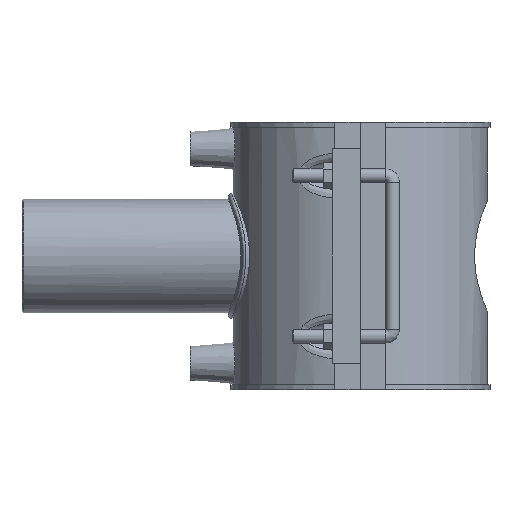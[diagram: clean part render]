
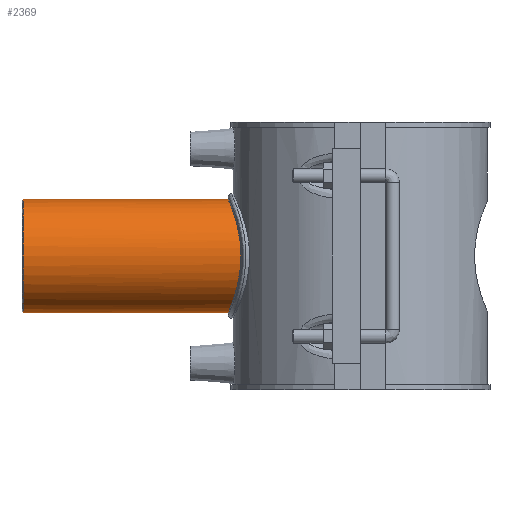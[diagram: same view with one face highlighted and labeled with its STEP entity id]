
A CAD part, left-side view. The second image highlights one B-rep face of the part: STEP entity #2369.
In plain terms, the highlighted cylindrical face has radius 25 mm (diameter 50 mm), a full revolution.
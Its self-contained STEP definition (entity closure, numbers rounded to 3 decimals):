
#548=CIRCLE('',#2521,25.);
#640=FACE_BOUND('',#839,.T.);
#687=FACE_OUTER_BOUND('',#838,.T.);
#838=EDGE_LOOP('',(#1647));
#839=EDGE_LOOP('',(#1648));
#1032=B_SPLINE_CURVE_WITH_KNOTS('',3,(#3538,#3539,#3540,#3541,#3542,#3543,
#3544,#3545,#3546,#3547,#3548,#3549,#3550,#3551,#3552,#3553,#3554,#3555,
#3556,#3557,#3558,#3559,#3560,#3561,#3562,#3563,#3564,#3565,#3566,#3567,
#3568,#3569,#3570,#3571,#3572,#3573,#3574,#3575,#3576,#3577,#3578,#3579,
#3580,#3581,#3582,#3583,#3584,#3585,#3586,#3587,#3588,#3589,#3590,#3591,
#3592,#3593,#3594,#3595,#3596,#3597,#3598,#3599,#3600,#3601,#3602,#3603),
 .UNSPECIFIED.,.T.,.F.,(4,2,2,2,2,2,2,2,2,2,2,2,2,2,2,2,2,2,2,2,2,2,2,2,
2,2,2,2,2,2,2,2,4),(0.,0.478,0.956,1.434,
1.912,2.389,2.867,3.344,3.821,
4.299,4.776,5.254,5.731,6.209,
6.687,7.165,7.643,8.121,8.599,
9.077,9.555,10.032,10.51,10.987,
11.464,11.942,12.419,12.897,13.374,
13.852,14.33,14.808,15.286),
 .UNSPECIFIED.);
#1074=VERTEX_POINT('',#3534);
#1075=VERTEX_POINT('',#3537);
#1306=EDGE_CURVE('',#1074,#1074,#548,.T.);
#1307=EDGE_CURVE('',#1075,#1075,#1032,.T.);
#1647=ORIENTED_EDGE('',*,*,#1307,.F.);
#1648=ORIENTED_EDGE('',*,*,#1306,.F.);
#2328=CYLINDRICAL_SURFACE('',#2522,25.);
#2369=ADVANCED_FACE('',(#687,#640),#2328,.T.);
#2521=AXIS2_PLACEMENT_3D('',#3535,#2746,#2747);
#2522=AXIS2_PLACEMENT_3D('',#3536,#2748,#2749);
#2746=DIRECTION('center_axis',(0.,1.,0.));
#2747=DIRECTION('ref_axis',(1.,0.,0.));
#2748=DIRECTION('center_axis',(0.,-1.,0.));
#2749=DIRECTION('ref_axis',(1.,0.,0.));
#3534=CARTESIAN_POINT('',(-25.,148.5,0.));
#3535=CARTESIAN_POINT('Origin',(0.,148.5,0.));
#3536=CARTESIAN_POINT('Origin',(0.,149.,0.));
#3537=CARTESIAN_POINT('',(-25.,52.601,0.));
#3538=CARTESIAN_POINT('Ctrl Pts',(-25.,52.601,0.));
#3539=CARTESIAN_POINT('Ctrl Pts',(-25.,52.601,-1.593));
#3540=CARTESIAN_POINT('Ctrl Pts',(-24.845,52.676,-3.233));
#3541=CARTESIAN_POINT('Ctrl Pts',(-24.202,52.974,-6.481));
#3542=CARTESIAN_POINT('Ctrl Pts',(-23.714,53.198,-8.088));
#3543=CARTESIAN_POINT('Ctrl Pts',(-22.433,53.751,-11.16));
#3544=CARTESIAN_POINT('Ctrl Pts',(-21.638,54.08,-12.628));
#3545=CARTESIAN_POINT('Ctrl Pts',(-19.811,54.776,-15.337));
#3546=CARTESIAN_POINT('Ctrl Pts',(-18.777,55.142,-16.579));
#3547=CARTESIAN_POINT('Ctrl Pts',(-16.58,55.842,-18.775));
#3548=CARTESIAN_POINT('Ctrl Pts',(-15.339,56.201,-19.809));
#3549=CARTESIAN_POINT('Ctrl Pts',(-12.629,56.871,-21.637));
#3550=CARTESIAN_POINT('Ctrl Pts',(-11.161,57.182,-22.432));
#3551=CARTESIAN_POINT('Ctrl Pts',(-8.087,57.697,-23.714));
#3552=CARTESIAN_POINT('Ctrl Pts',(-6.478,57.902,-24.203));
#3553=CARTESIAN_POINT('Ctrl Pts',(-3.23,58.173,-24.846));
#3554=CARTESIAN_POINT('Ctrl Pts',(-1.591,58.24,-25.));
#3555=CARTESIAN_POINT('Ctrl Pts',(1.591,58.24,-25.));
#3556=CARTESIAN_POINT('Ctrl Pts',(3.23,58.173,-24.846));
#3557=CARTESIAN_POINT('Ctrl Pts',(6.478,57.902,-24.203));
#3558=CARTESIAN_POINT('Ctrl Pts',(8.087,57.697,-23.714));
#3559=CARTESIAN_POINT('Ctrl Pts',(11.161,57.182,-22.432));
#3560=CARTESIAN_POINT('Ctrl Pts',(12.629,56.871,-21.637));
#3561=CARTESIAN_POINT('Ctrl Pts',(15.339,56.201,-19.809));
#3562=CARTESIAN_POINT('Ctrl Pts',(16.58,55.842,-18.775));
#3563=CARTESIAN_POINT('Ctrl Pts',(18.777,55.142,-16.579));
#3564=CARTESIAN_POINT('Ctrl Pts',(19.811,54.776,-15.337));
#3565=CARTESIAN_POINT('Ctrl Pts',(21.638,54.08,-12.628));
#3566=CARTESIAN_POINT('Ctrl Pts',(22.433,53.751,-11.16));
#3567=CARTESIAN_POINT('Ctrl Pts',(23.714,53.198,-8.088));
#3568=CARTESIAN_POINT('Ctrl Pts',(24.202,52.974,-6.481));
#3569=CARTESIAN_POINT('Ctrl Pts',(24.845,52.676,-3.233));
#3570=CARTESIAN_POINT('Ctrl Pts',(25.,52.601,-1.593));
#3571=CARTESIAN_POINT('Ctrl Pts',(25.,52.601,1.593));
#3572=CARTESIAN_POINT('Ctrl Pts',(24.845,52.676,3.233));
#3573=CARTESIAN_POINT('Ctrl Pts',(24.202,52.974,6.481));
#3574=CARTESIAN_POINT('Ctrl Pts',(23.714,53.198,8.088));
#3575=CARTESIAN_POINT('Ctrl Pts',(22.433,53.751,11.16));
#3576=CARTESIAN_POINT('Ctrl Pts',(21.638,54.08,12.628));
#3577=CARTESIAN_POINT('Ctrl Pts',(19.811,54.776,15.337));
#3578=CARTESIAN_POINT('Ctrl Pts',(18.777,55.142,16.579));
#3579=CARTESIAN_POINT('Ctrl Pts',(16.58,55.842,18.775));
#3580=CARTESIAN_POINT('Ctrl Pts',(15.339,56.201,19.809));
#3581=CARTESIAN_POINT('Ctrl Pts',(12.629,56.871,21.637));
#3582=CARTESIAN_POINT('Ctrl Pts',(11.161,57.182,22.432));
#3583=CARTESIAN_POINT('Ctrl Pts',(8.087,57.697,23.714));
#3584=CARTESIAN_POINT('Ctrl Pts',(6.478,57.902,24.203));
#3585=CARTESIAN_POINT('Ctrl Pts',(3.23,58.173,24.846));
#3586=CARTESIAN_POINT('Ctrl Pts',(1.591,58.24,25.));
#3587=CARTESIAN_POINT('Ctrl Pts',(-1.591,58.24,25.));
#3588=CARTESIAN_POINT('Ctrl Pts',(-3.23,58.173,24.846));
#3589=CARTESIAN_POINT('Ctrl Pts',(-6.478,57.902,24.203));
#3590=CARTESIAN_POINT('Ctrl Pts',(-8.087,57.697,23.714));
#3591=CARTESIAN_POINT('Ctrl Pts',(-11.161,57.182,22.432));
#3592=CARTESIAN_POINT('Ctrl Pts',(-12.629,56.871,21.637));
#3593=CARTESIAN_POINT('Ctrl Pts',(-15.339,56.201,19.809));
#3594=CARTESIAN_POINT('Ctrl Pts',(-16.58,55.842,18.775));
#3595=CARTESIAN_POINT('Ctrl Pts',(-18.777,55.142,16.579));
#3596=CARTESIAN_POINT('Ctrl Pts',(-19.811,54.776,15.337));
#3597=CARTESIAN_POINT('Ctrl Pts',(-21.638,54.08,12.628));
#3598=CARTESIAN_POINT('Ctrl Pts',(-22.433,53.751,11.16));
#3599=CARTESIAN_POINT('Ctrl Pts',(-23.714,53.198,8.088));
#3600=CARTESIAN_POINT('Ctrl Pts',(-24.202,52.974,6.481));
#3601=CARTESIAN_POINT('Ctrl Pts',(-24.845,52.676,3.233));
#3602=CARTESIAN_POINT('Ctrl Pts',(-25.,52.601,1.593));
#3603=CARTESIAN_POINT('Ctrl Pts',(-25.,52.601,0.));
